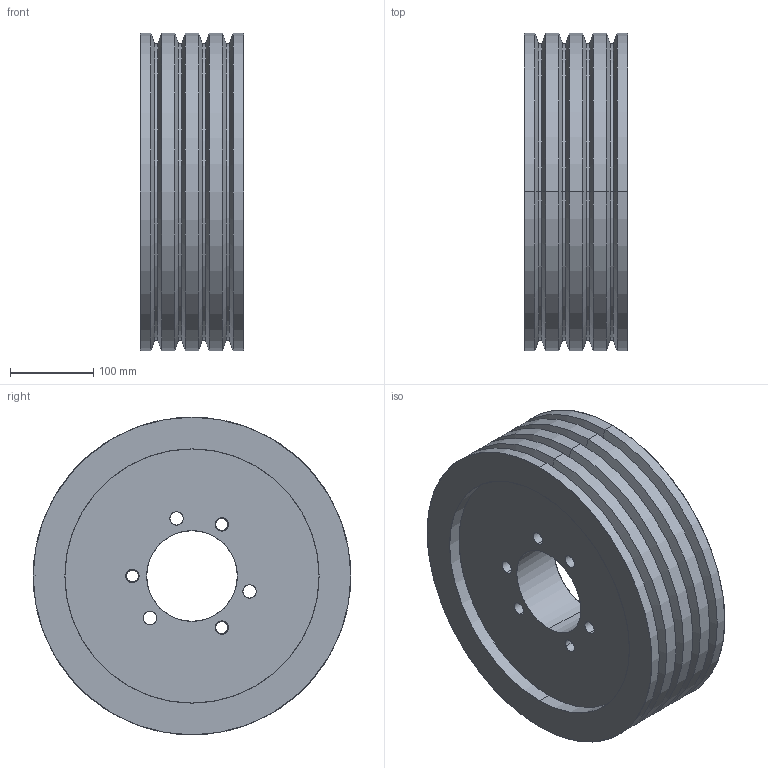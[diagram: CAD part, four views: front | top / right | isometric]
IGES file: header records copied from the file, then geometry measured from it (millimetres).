
Start section: SolidWorks IGES file using analytic representation for surfaces
Global section: file name: 4848V150724202574044.igs; native system: SolidWorks 2017; preprocessor: SolidWorks 2017; author: partstream; date: 170724.202517; units: inch
Bounding box: 123.83 x 381 x 381 mm (x, y, z)
Surface area: 532344.2 mm2 (no closed solid volume)
Topology: 0 solids, 0 shells, 103 faces, 1460 edges, 1460 vertices
Faces by surface type: revolution 58, bspline 45
